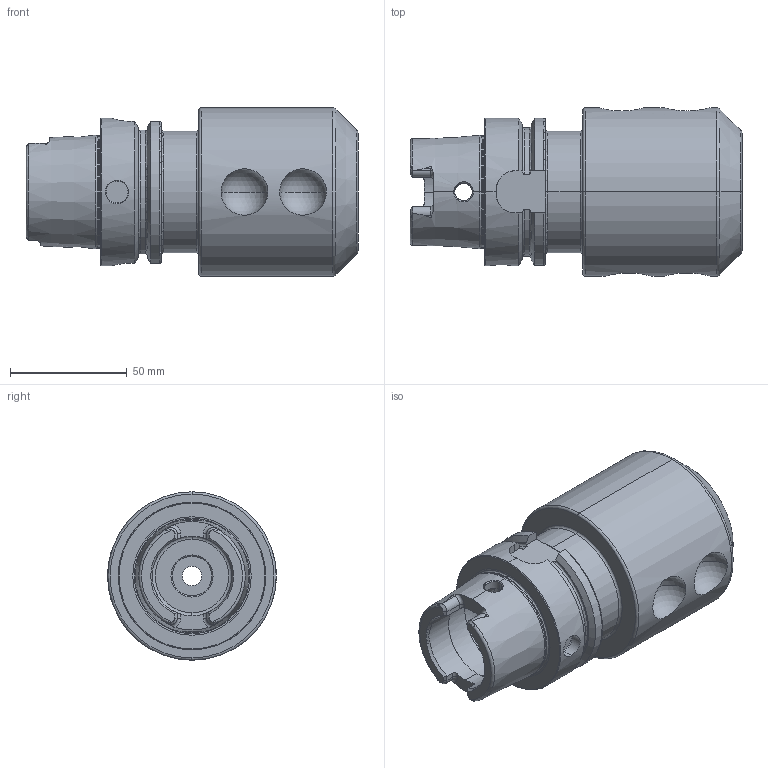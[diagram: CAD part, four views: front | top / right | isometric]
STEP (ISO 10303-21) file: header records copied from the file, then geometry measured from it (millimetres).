
FILE_DESCRIPTION (( 'STEP AP203' ), '1' );
FILE_NAME ('HA6.W32.K01.110.STEP', '2013-09-23T07:50:04', ( 'baer' ), ( 'Hewlett-Packard Company' ), 'SwSTEP 2.0', 'SolidWorks 2012', '' );
FILE_SCHEMA (( 'CONFIG_CONTROL_DESIGN' ));
Length unit declared in the file: millimetre
Products named in the file (3): HA6.W32.K01.110; W32-ER1.001.020; HA6-W32.K01.110_C_Fertigbearbeitung
Assembly tree (3 placements, depth 2):
  HA6.W32.K01.110
    HA6-W32.K01.110_C_Fertigbearbeitung
    W32-ER1.001.020  x2
Bounding box: 141.9 x 72 x 72 mm (x, y, z)
Volume: 324664.2 mm3; surface area: 55739.9 mm2
Topology: 3 solids, 3 shells, 261 faces, 660 edges, 406 vertices
Faces by surface type: plane 79, cylinder 63, cone 53, torus 46, bspline 16, sphere 4
Entity records: 10081 total; most frequent: CARTESIAN_POINT 4300, ORIENTED_EDGE 1192, DIRECTION 1090, EDGE_CURVE 596, AXIS2_PLACEMENT_3D 452, VERTEX_POINT 372, EDGE_LOOP 252, FACE_OUTER_BOUND 235
